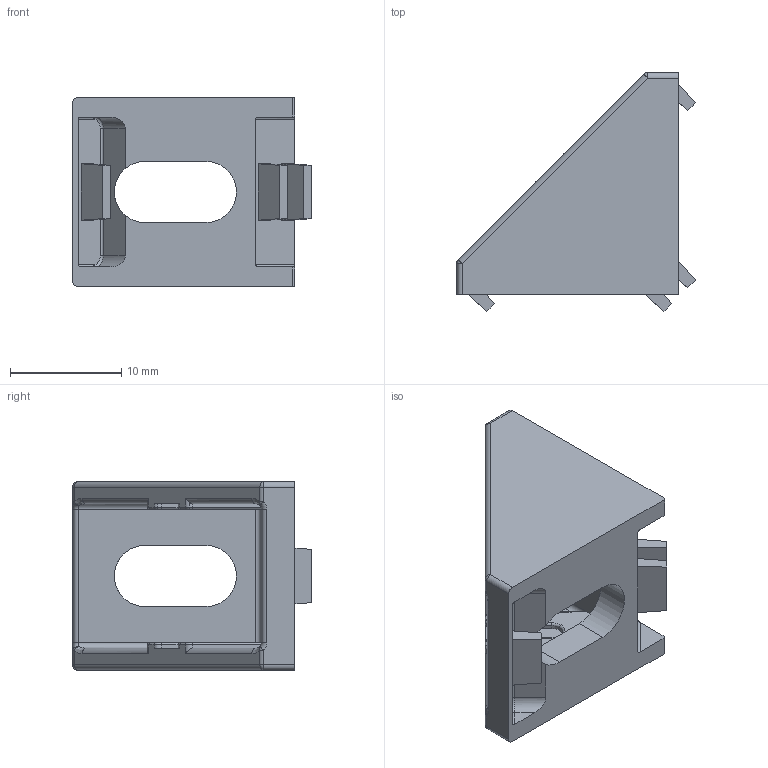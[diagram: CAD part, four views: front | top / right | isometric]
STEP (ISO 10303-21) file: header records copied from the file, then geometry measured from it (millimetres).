
FILE_DESCRIPTION (( 'STEP AP214' ), '1' );
FILE_NAME ('6.02.spb20.STEP', '2025-06-14T19:07:04', ( '' ), ( '' ), 'SwSTEP 2.0', 'SolidWorks 2023', '' );
FILE_SCHEMA (( 'AUTOMOTIVE_DESIGN' ));
Length unit declared in the file: millimetre
Products named in the file (1): 6.02.spb20
Bounding box: 21.5 x 21.5 x 17 mm (x, y, z)
Volume: 2042.9 mm3; surface area: 2207.3 mm2
Topology: 1 solids, 1 shells, 158 faces, 395 edges, 237 vertices
Faces by surface type: cylinder 64, plane 61, torus 21, sphere 8, bspline 4
Entity records: 4681 total; most frequent: CARTESIAN_POINT 954, DIRECTION 793, ORIENTED_EDGE 778, EDGE_CURVE 389, AXIS2_PLACEMENT_3D 288, VERTEX_POINT 237, VECTOR 217, LINE 217
